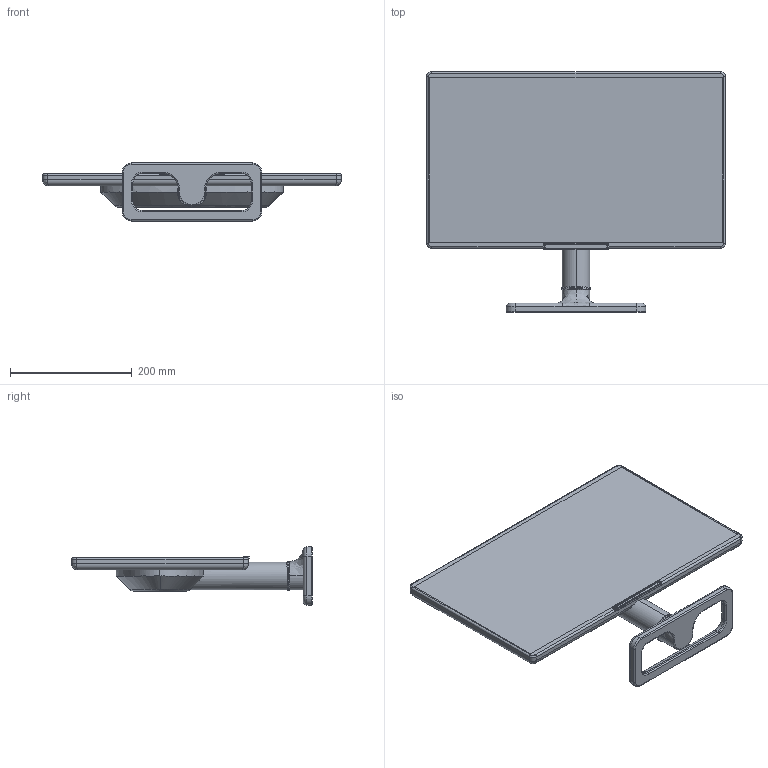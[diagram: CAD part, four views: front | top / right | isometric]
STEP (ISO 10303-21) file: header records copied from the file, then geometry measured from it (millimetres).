
FILE_DESCRIPTION (( 'STEP AP214' ), '1' );
FILE_NAME ('Monitor #30.STEP', '2019-09-13T20:18:29', ( '' ), ( '' ), 'SwSTEP 2.0', 'SolidWorks 2016', '' );
FILE_SCHEMA (( 'AUTOMOTIVE_DESIGN' ));
Length unit declared in the file: millimetre
Products named in the file (1): Monitor #30
Bounding box: 490 x 395 x 95.38 mm (x, y, z)
Volume: 4181137.8 mm3; surface area: 376229 mm2
Topology: 1 solids, 1 shells, 236 faces, 542 edges, 317 vertices
Faces by surface type: torus 88, cylinder 65, plane 47, bspline 36
Entity records: 23317 total; most frequent: CARTESIAN_POINT 15520, DIRECTION 1123, ORIENTED_EDGE 1076, EDGE_CURVE 538, AXIS2_PLACEMENT_3D 491, VERTEX_POINT 317, CIRCLE 290, EDGE_LOOP 251
